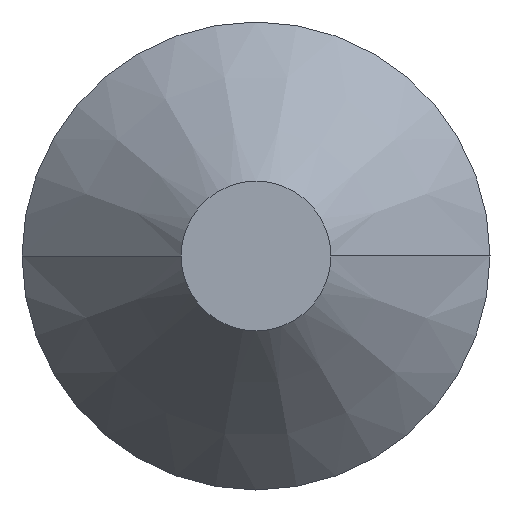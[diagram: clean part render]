
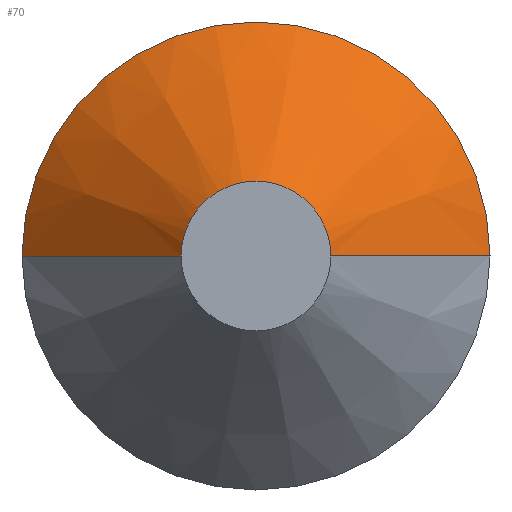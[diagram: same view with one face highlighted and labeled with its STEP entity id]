
A CAD part, front view. The second image highlights one B-rep face of the part: STEP entity #70.
In plain terms, the highlighted conical face has half-angle 41 degrees and reference radius 0.508 mm.
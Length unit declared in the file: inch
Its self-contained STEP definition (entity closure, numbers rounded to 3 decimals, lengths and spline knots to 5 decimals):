
#4 = DIRECTION ( 'NONE',  ( 1., 0., 0. ) ) ;
#9 = DIRECTION ( 'NONE',  ( 0., -1., 0. ) ) ;
#16 = ORIENTED_EDGE ( 'NONE', *, *, #123, .F. ) ;
#28 = FACE_OUTER_BOUND ( 'NONE', #299, .T. ) ;
#31 = AXIS2_PLACEMENT_3D ( 'NONE', #200, #125, #155 ) ;
#32 = LINE ( 'NONE', #275, #71 ) ;
#38 = VECTOR ( 'NONE', #142, 39.37008 ) ;
#47 = EDGE_CURVE ( 'NONE', #301, #159, #194, .T. ) ;
#51 = CONICAL_SURFACE ( 'NONE', #293, 0.02, 0.716 ) ;
#53 = ORIENTED_EDGE ( 'NONE', *, *, #292, .F. ) ;
#57 = CARTESIAN_POINT ( 'NONE',  ( -0.0625, 0.04889, 0. ) ) ;
#62 = CIRCLE ( 'NONE', #246, 0.0625 ) ;
#70 = ADVANCED_FACE ( 'NONE', ( #28 ), #51, .T. ) ;
#71 = VECTOR ( 'NONE', #193, 39.37008 ) ;
#100 = DIRECTION ( 'NONE',  ( 0., 1., 0. ) ) ;
#123 = EDGE_CURVE ( 'NONE', #242, #133, #32, .T. ) ;
#125 = DIRECTION ( 'NONE',  ( 0., -1., 0. ) ) ;
#133 = VERTEX_POINT ( 'NONE', #57 ) ;
#142 = DIRECTION ( 'NONE',  ( 0.656, 0.755, 0. ) ) ;
#155 = DIRECTION ( 'NONE',  ( 1., 0., 0. ) ) ;
#159 = VERTEX_POINT ( 'NONE', #162 ) ;
#162 = CARTESIAN_POINT ( 'NONE',  ( 0.0625, 0.04889, 0. ) ) ;
#171 = ORIENTED_EDGE ( 'NONE', *, *, #47, .T. ) ;
#176 = CARTESIAN_POINT ( 'NONE',  ( 0.02, 0., 0. ) ) ;
#177 = DIRECTION ( 'NONE',  ( -1., 0., 0. ) ) ;
#179 = CARTESIAN_POINT ( 'NONE',  ( 0., 0., 0. ) ) ;
#180 = CIRCLE ( 'NONE', #31, 0.02 ) ;
#193 = DIRECTION ( 'NONE',  ( -0.656, 0.755, 0. ) ) ;
#194 = LINE ( 'NONE', #234, #38 ) ;
#199 = CARTESIAN_POINT ( 'NONE',  ( -0.02, 0., 0. ) ) ;
#200 = CARTESIAN_POINT ( 'NONE',  ( 0., 0., 0. ) ) ;
#230 = CARTESIAN_POINT ( 'NONE',  ( 0., 0.04889, 0. ) ) ;
#231 = EDGE_CURVE ( 'NONE', #159, #133, #62, .T. ) ;
#234 = CARTESIAN_POINT ( 'NONE',  ( 0.02, 0., 0. ) ) ;
#242 = VERTEX_POINT ( 'NONE', #199 ) ;
#246 = AXIS2_PLACEMENT_3D ( 'NONE', #230, #9, #4 ) ;
#273 = ORIENTED_EDGE ( 'NONE', *, *, #231, .T. ) ;
#275 = CARTESIAN_POINT ( 'NONE',  ( -0.02, 0., 0. ) ) ;
#292 = EDGE_CURVE ( 'NONE', #301, #242, #180, .T. ) ;
#293 = AXIS2_PLACEMENT_3D ( 'NONE', #179, #100, #177 ) ;
#299 = EDGE_LOOP ( 'NONE', ( #53, #171, #273, #16 ) ) ;
#301 = VERTEX_POINT ( 'NONE', #176 ) ;
